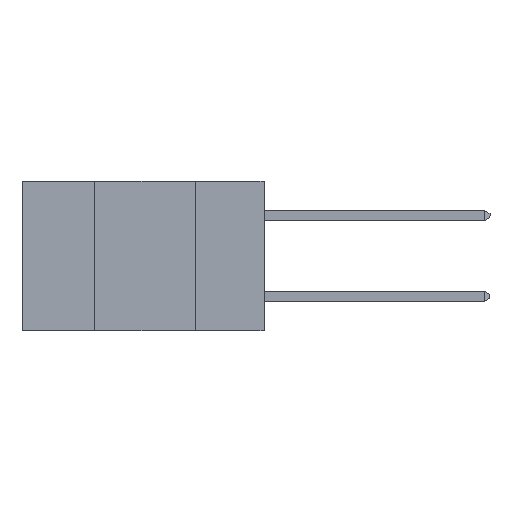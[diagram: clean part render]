
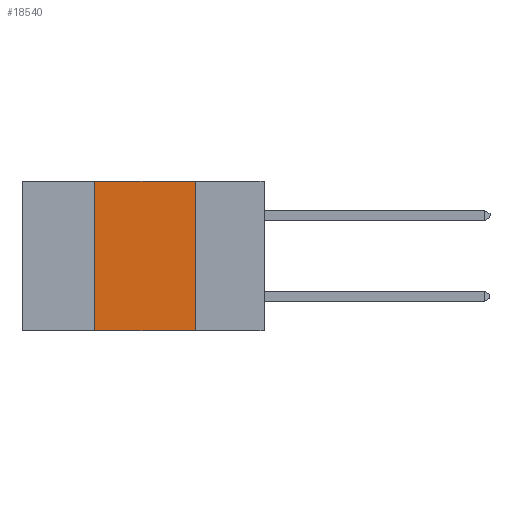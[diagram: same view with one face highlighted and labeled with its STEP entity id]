
A CAD part, left-side view. The second image highlights one B-rep face of the part: STEP entity #18540.
In plain terms, the highlighted planar face has unit normal (-1, 0, 0).
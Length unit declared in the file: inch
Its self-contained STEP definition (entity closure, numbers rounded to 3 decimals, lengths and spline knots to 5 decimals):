
#61 = CARTESIAN_POINT ( 'NONE',  ( 0., 0.17, -0.37 ) ) ;
#111 = DIRECTION ( 'NONE',  ( 0., 0., 1. ) ) ;
#326 = ORIENTED_EDGE ( 'NONE', *, *, #14724, .F. ) ;
#683 = EDGE_CURVE ( 'NONE', #15056, #15385, #4547, .T. ) ;
#1140 = PLANE ( 'NONE',  #20616 ) ;
#2905 = DIRECTION ( 'NONE',  ( 0., 0., -1. ) ) ;
#3641 = CARTESIAN_POINT ( 'NONE',  ( 0., 0.17, 0. ) ) ;
#4044 = CARTESIAN_POINT ( 'NONE',  ( 0., 0.6, 0. ) ) ;
#4547 = LINE ( 'NONE', #7799, #8536 ) ;
#5249 = LINE ( 'NONE', #4044, #13596 ) ;
#5754 = DIRECTION ( 'NONE',  ( 0., -1., 0. ) ) ;
#5812 = FACE_OUTER_BOUND ( 'NONE', #14725, .T. ) ;
#6285 = CARTESIAN_POINT ( 'NONE',  ( 0., 0.6, 0. ) ) ;
#6585 = ORIENTED_EDGE ( 'NONE', *, *, #16933, .F. ) ;
#7104 = ORIENTED_EDGE ( 'NONE', *, *, #683, .T. ) ;
#7799 = CARTESIAN_POINT ( 'NONE',  ( 0., 0.6, -0.37 ) ) ;
#8172 = VERTEX_POINT ( 'NONE', #17529 ) ;
#8536 = VECTOR ( 'NONE', #13328, 39.37008 ) ;
#11239 = CARTESIAN_POINT ( 'NONE',  ( 0., 0.42, -0.37 ) ) ;
#11253 = EDGE_CURVE ( 'NONE', #8172, #16290, #5249, .T. ) ;
#11919 = LINE ( 'NONE', #3641, #16844 ) ;
#12060 = CARTESIAN_POINT ( 'NONE',  ( 0., 0.42, 0. ) ) ;
#12089 = CARTESIAN_POINT ( 'NONE',  ( 0., 0.17, 0. ) ) ;
#12172 = LINE ( 'NONE', #12060, #20936 ) ;
#12975 = DIRECTION ( 'NONE',  ( 1., 0., 0. ) ) ;
#13328 = DIRECTION ( 'NONE',  ( 0., -1., 0. ) ) ;
#13596 = VECTOR ( 'NONE', #5754, 39.37008 ) ;
#13866 = ORIENTED_EDGE ( 'NONE', *, *, #11253, .F. ) ;
#14724 = EDGE_CURVE ( 'NONE', #16290, #15385, #11919, .T. ) ;
#14725 = EDGE_LOOP ( 'NONE', ( #326, #13866, #6585, #7104 ) ) ;
#15056 = VERTEX_POINT ( 'NONE', #11239 ) ;
#15385 = VERTEX_POINT ( 'NONE', #61 ) ;
#16290 = VERTEX_POINT ( 'NONE', #12089 ) ;
#16844 = VECTOR ( 'NONE', #16965, 39.37008 ) ;
#16933 = EDGE_CURVE ( 'NONE', #15056, #8172, #12172, .T. ) ;
#16965 = DIRECTION ( 'NONE',  ( 0., 0., -1. ) ) ;
#17529 = CARTESIAN_POINT ( 'NONE',  ( 0., 0.42, 0. ) ) ;
#18540 = ADVANCED_FACE ( 'NONE', ( #5812 ), #1140, .F. ) ;
#20616 = AXIS2_PLACEMENT_3D ( 'NONE', #6285, #12975, #2905 ) ;
#20936 = VECTOR ( 'NONE', #111, 39.37008 ) ;
